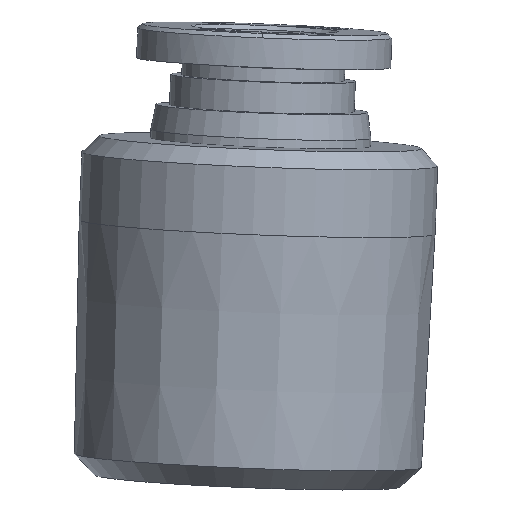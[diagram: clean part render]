
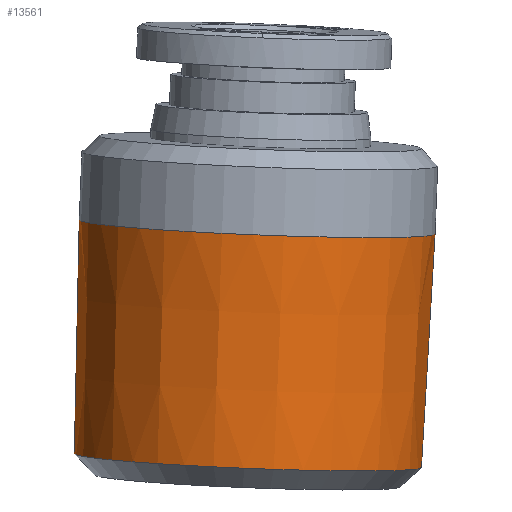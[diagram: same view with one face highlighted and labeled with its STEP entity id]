
A CAD part, top view. The second image highlights one B-rep face of the part: STEP entity #13561.
In plain terms, the highlighted conical face has half-angle 1.06 degrees and reference radius 10.5 mm.
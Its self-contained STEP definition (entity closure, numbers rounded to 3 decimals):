
#1048 = LINE ( 'NONE', #11881, #2256 ) ;
#1366 = EDGE_LOOP ( 'NONE', ( #10444, #9313, #9654, #10919 ) ) ;
#1869 = DIRECTION ( 'NONE',  ( 0., 0., 1. ) ) ;
#2256 = VECTOR ( 'NONE', #3097, 1000. ) ;
#3097 = DIRECTION ( 'NONE',  ( 0., 1., -0.018 ) ) ;
#3575 = VECTOR ( 'NONE', #11778, 1000. ) ;
#3699 = DIRECTION ( 'NONE',  ( -1., 0., 0. ) ) ;
#3738 = CARTESIAN_POINT ( 'NONE',  ( 0., -18.3, 0. ) ) ;
#3805 = CARTESIAN_POINT ( 'NONE',  ( 0., -4.5, 10.5 ) ) ;
#4273 = FACE_OUTER_BOUND ( 'NONE', #1366, .T. ) ;
#4396 = AXIS2_PLACEMENT_3D ( 'NONE', #11393, #12593, #1869 ) ;
#4484 = CIRCLE ( 'NONE', #8676, 10.245 ) ;
#4686 = DIRECTION ( 'NONE',  ( -1., 0., 0. ) ) ;
#4767 = VERTEX_POINT ( 'NONE', #6086 ) ;
#5205 = CARTESIAN_POINT ( 'NONE',  ( 0., -18.3, 10.245 ) ) ;
#5271 = CARTESIAN_POINT ( 'NONE',  ( 0., -18.3, -10.245 ) ) ;
#5491 = LINE ( 'NONE', #9767, #3575 ) ;
#6086 = CARTESIAN_POINT ( 'NONE',  ( 0., -4.5, -10.5 ) ) ;
#7391 = CONICAL_SURFACE ( 'NONE', #4396, 10.5, 0.018 ) ;
#7740 = VERTEX_POINT ( 'NONE', #3805 ) ;
#8676 = AXIS2_PLACEMENT_3D ( 'NONE', #3738, #10321, #3699 ) ;
#8939 = VERTEX_POINT ( 'NONE', #5271 ) ;
#8969 = EDGE_CURVE ( 'NONE', #8939, #4767, #1048, .T. ) ;
#9313 = ORIENTED_EDGE ( 'NONE', *, *, #8969, .T. ) ;
#9654 = ORIENTED_EDGE ( 'NONE', *, *, #10864, .T. ) ;
#9767 = CARTESIAN_POINT ( 'NONE',  ( 0., -4.5, 10.5 ) ) ;
#10321 = DIRECTION ( 'NONE',  ( 0., 1., 0. ) ) ;
#10389 = DIRECTION ( 'NONE',  ( 0., -1., 0. ) ) ;
#10444 = ORIENTED_EDGE ( 'NONE', *, *, #12177, .T. ) ;
#10864 = EDGE_CURVE ( 'NONE', #4767, #7740, #11268, .T. ) ;
#10919 = ORIENTED_EDGE ( 'NONE', *, *, #13636, .F. ) ;
#11268 = CIRCLE ( 'NONE', #11312, 10.5 ) ;
#11312 = AXIS2_PLACEMENT_3D ( 'NONE', #13697, #10389, #4686 ) ;
#11393 = CARTESIAN_POINT ( 'NONE',  ( 0., -4.5, 0. ) ) ;
#11778 = DIRECTION ( 'NONE',  ( 0., 1., 0.018 ) ) ;
#11862 = VERTEX_POINT ( 'NONE', #5205 ) ;
#11881 = CARTESIAN_POINT ( 'NONE',  ( 0., -4.5, -10.5 ) ) ;
#12177 = EDGE_CURVE ( 'NONE', #11862, #8939, #4484, .T. ) ;
#12593 = DIRECTION ( 'NONE',  ( 0., 1., 0. ) ) ;
#13561 = ADVANCED_FACE ( 'NONE', ( #4273 ), #7391, .T. ) ;
#13636 = EDGE_CURVE ( 'NONE', #11862, #7740, #5491, .T. ) ;
#13697 = CARTESIAN_POINT ( 'NONE',  ( 0., -4.5, 0. ) ) ;
